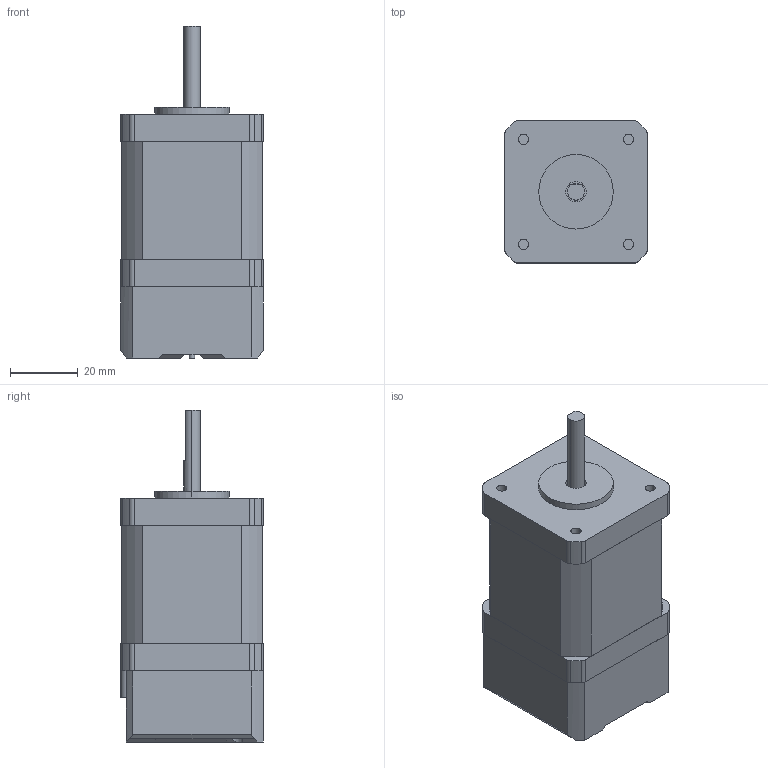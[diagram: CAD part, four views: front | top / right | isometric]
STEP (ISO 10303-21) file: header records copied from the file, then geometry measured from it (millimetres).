
FILE_DESCRIPTION (( 'STEP AP214' ), '1' );
FILE_NAME ('ICL42-06.STEP', '2023-11-28T06:05:19', ( '' ), ( '' ), 'SwSTEP 2.0', 'SolidWorks 2021', '' );
FILE_SCHEMA (( 'AUTOMOTIVE_DESIGN' ));
Length unit declared in the file: millimetre
Products named in the file (1): ICL42-06
Bounding box: 42 x 42 x 98 mm (x, y, z)
Volume: 120437.6 mm3; surface area: 23852.3 mm2
Topology: 3 solids, 3 shells, 182 faces, 460 edges, 306 vertices
Faces by surface type: plane 124, cylinder 54, cone 4
Entity records: 6365 total; most frequent: CARTESIAN_POINT 1000, DIRECTION 932, ORIENTED_EDGE 920, EDGE_CURVE 460, LINE 320, VECTOR 320, AXIS2_PLACEMENT_3D 306, VERTEX_POINT 306
